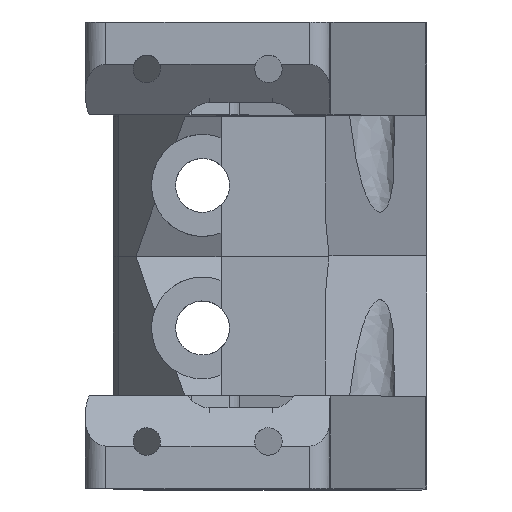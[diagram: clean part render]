
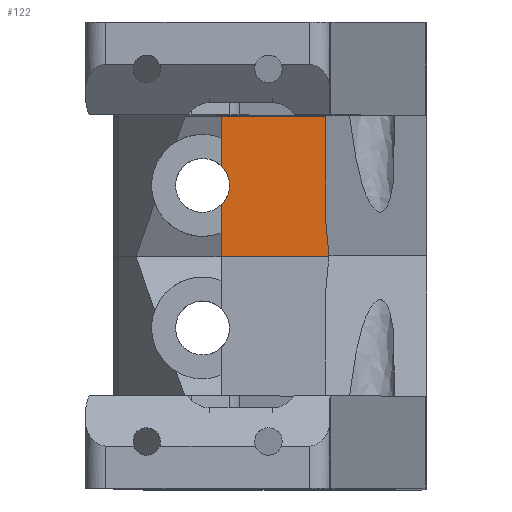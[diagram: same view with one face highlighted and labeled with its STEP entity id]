
A CAD part, top view. The second image highlights one B-rep face of the part: STEP entity #122.
In plain terms, the highlighted planar face has unit normal (0, 0, 1).
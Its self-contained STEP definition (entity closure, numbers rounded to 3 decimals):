
#122=ADVANCED_FACE('',(#272),#2803,.T.);
#272=FACE_OUTER_BOUND('',#435,.T.);
#435=EDGE_LOOP('',(#1003,#1004,#1005,#1006,#1007,#1008,#1009,#1010));
#1003=ORIENTED_EDGE('',*,*,#1873,.T.);
#1004=ORIENTED_EDGE('',*,*,#1872,.T.);
#1005=ORIENTED_EDGE('',*,*,#1674,.F.);
#1006=ORIENTED_EDGE('',*,*,#1693,.T.);
#1007=ORIENTED_EDGE('',*,*,#1681,.F.);
#1008=ORIENTED_EDGE('',*,*,#1831,.T.);
#1009=ORIENTED_EDGE('',*,*,#1834,.T.);
#1010=ORIENTED_EDGE('',*,*,#1877,.F.);
#1674=EDGE_CURVE('',#2521,#2647,#2278,.T.);
#1681=EDGE_CURVE('',#2528,#2524,#2285,.T.);
#1693=EDGE_CURVE('',#2521,#2524,#2292,.T.);
#1831=EDGE_CURVE('',#2528,#2622,#2320,.T.);
#1834=EDGE_CURVE('',#2622,#2522,#2323,.T.);
#1872=EDGE_CURVE('',#2651,#2647,#2177,.T.);
#1873=EDGE_CURVE('',#2650,#2651,#2178,.T.);
#1877=EDGE_CURVE('',#2650,#2522,#2346,.T.);
#2177=(
BOUNDED_CURVE()
B_SPLINE_CURVE(2,(#5574,#5575,#5576),.UNSPECIFIED.,.F.,.F.)
B_SPLINE_CURVE_WITH_KNOTS((3,3),(0.,2.16),.UNSPECIFIED.)
CURVE()
GEOMETRIC_REPRESENTATION_ITEM()
RATIONAL_B_SPLINE_CURVE((1.,0.918,1.))
REPRESENTATION_ITEM('')
);
#2178=(
BOUNDED_CURVE()
B_SPLINE_CURVE(2,(#5577,#5578,#5579),.UNSPECIFIED.,.F.,.F.)
B_SPLINE_CURVE_WITH_KNOTS((3,3),(14.491,16.65),
 .UNSPECIFIED.)
CURVE()
GEOMETRIC_REPRESENTATION_ITEM()
RATIONAL_B_SPLINE_CURVE((1.,0.918,1.))
REPRESENTATION_ITEM('')
);
#2278=B_SPLINE_CURVE_WITH_KNOTS('',1,(#4790,#4791),.UNSPECIFIED.,.F.,.F.,
(2,2),(24.586,29.923),.UNSPECIFIED.);
#2285=B_SPLINE_CURVE_WITH_KNOTS('',1,(#4804,#4805),.UNSPECIFIED.,.F.,.F.,
(2,2),(19.396,33.187),.UNSPECIFIED.);
#2292=B_SPLINE_CURVE_WITH_KNOTS('',1,(#4830,#4831),.UNSPECIFIED.,.F.,.F.,
(2,2),(8.769,22.954),.UNSPECIFIED.);
#2320=B_SPLINE_CURVE_WITH_KNOTS('',1,(#5374,#5375),.UNSPECIFIED.,.F.,.F.,
(2,2),(41.838,42.547),.UNSPECIFIED.);
#2323=B_SPLINE_CURVE_WITH_KNOTS('',1,(#5380,#5381),.UNSPECIFIED.,.F.,.F.,
(2,2),(42.547,56.022),.UNSPECIFIED.);
#2346=B_SPLINE_CURVE_WITH_KNOTS('',1,(#5651,#5652),.UNSPECIFIED.,.F.,.F.,
(2,2),(33.989,39.106),.UNSPECIFIED.);
#2521=VERTEX_POINT('',#4637);
#2522=VERTEX_POINT('',#4638);
#2524=VERTEX_POINT('',#4640);
#2528=VERTEX_POINT('',#4644);
#2622=VERTEX_POINT('',#4738);
#2647=VERTEX_POINT('',#4763);
#2650=VERTEX_POINT('',#4766);
#2651=VERTEX_POINT('',#4767);
#2803=PLANE('',#3026);
#3026=AXIS2_PLACEMENT_3D('',#4620,#3165,$);
#3165=DIRECTION('',(0.,0.,1.));
#4620=CARTESIAN_POINT('',(-166.765,401.,1.885));
#4637=CARTESIAN_POINT('',(-156.185,401.,1.885));
#4638=CARTESIAN_POINT('',(-156.185,414.791,1.885));
#4640=CARTESIAN_POINT('',(-139.072,401.,1.885));
#4644=CARTESIAN_POINT('',(-139.072,414.791,1.885));
#4738=CARTESIAN_POINT('',(-139.928,414.791,1.885));
#4763=CARTESIAN_POINT('',(-156.185,406.069,1.885));
#4766=CARTESIAN_POINT('',(-156.185,409.931,1.885));
#4767=CARTESIAN_POINT('',(-155.35,408.,1.885));
#4790=CARTESIAN_POINT('',(-156.185,401.,1.885));
#4791=CARTESIAN_POINT('',(-156.185,406.069,1.885));
#4804=CARTESIAN_POINT('',(-139.072,414.791,1.885));
#4805=CARTESIAN_POINT('',(-139.072,401.,1.885));
#4830=CARTESIAN_POINT('',(-156.185,401.,1.885));
#4831=CARTESIAN_POINT('',(-139.072,401.,1.885));
#5374=CARTESIAN_POINT('',(-139.072,414.791,1.885));
#5375=CARTESIAN_POINT('',(-139.928,414.791,1.885));
#5380=CARTESIAN_POINT('',(-139.928,414.791,1.885));
#5381=CARTESIAN_POINT('',(-156.185,414.791,1.885));
#5574=CARTESIAN_POINT('',(-155.35,408.,1.885));
#5575=CARTESIAN_POINT('',(-155.35,406.854,1.885));
#5576=CARTESIAN_POINT('',(-156.185,406.069,1.885));
#5577=CARTESIAN_POINT('',(-156.185,409.931,1.885));
#5578=CARTESIAN_POINT('',(-155.35,409.146,1.885));
#5579=CARTESIAN_POINT('',(-155.35,408.,1.885));
#5651=CARTESIAN_POINT('',(-156.185,409.931,1.885));
#5652=CARTESIAN_POINT('',(-156.185,414.791,1.885));
